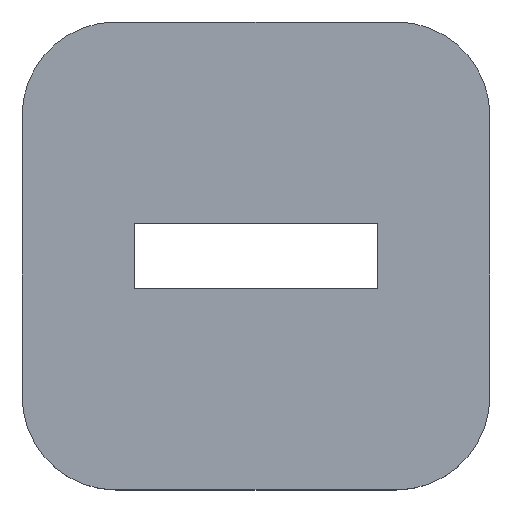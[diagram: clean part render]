
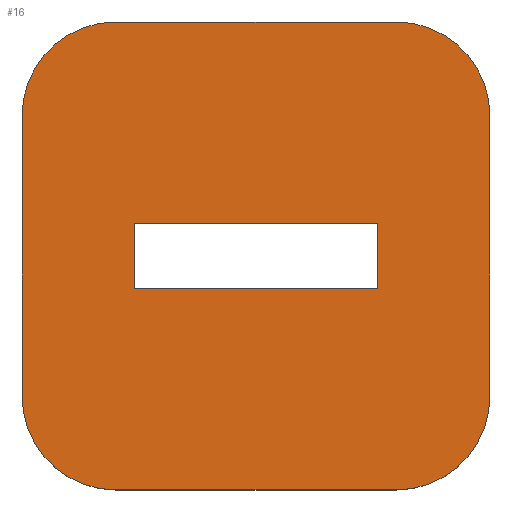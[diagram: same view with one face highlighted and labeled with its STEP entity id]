
A CAD part, top view. The second image highlights one B-rep face of the part: STEP entity #16.
In plain terms, the highlighted planar face has unit normal (0, 0, 1).
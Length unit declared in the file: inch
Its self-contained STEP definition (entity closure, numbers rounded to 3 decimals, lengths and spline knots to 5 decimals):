
#4 = CIRCLE ( 'NONE', #112, 0.2 ) ;
#5 = EDGE_CURVE ( 'NONE', #403, #451, #362, .T. ) ;
#8 = CARTESIAN_POINT ( 'NONE',  ( -5.16177, -0.5, 0. ) ) ;
#11 = CARTESIAN_POINT ( 'NONE',  ( -4.40177, -0.07, 0. ) ) ;
#13 = ORIENTED_EDGE ( 'NONE', *, *, #361, .T. ) ;
#14 = DIRECTION ( 'NONE',  ( 0., 0., 1. ) ) ;
#15 = VERTEX_POINT ( 'NONE', #242 ) ;
#16 = ADVANCED_FACE ( 'NONE', ( #162, #22 ), #58, .F. ) ;
#21 = EDGE_CURVE ( 'NONE', #336, #30, #169, .T. ) ;
#22 = FACE_OUTER_BOUND ( 'NONE', #460, .T. ) ;
#26 = VECTOR ( 'NONE', #223, 39.37008 ) ;
#30 = VERTEX_POINT ( 'NONE', #461 ) ;
#32 = EDGE_CURVE ( 'NONE', #30, #190, #236, .T. ) ;
#34 = DIRECTION ( 'NONE',  ( 1., 0., 0. ) ) ;
#42 = VERTEX_POINT ( 'NONE', #345 ) ;
#43 = CARTESIAN_POINT ( 'NONE',  ( -4.16177, -0.5, 0. ) ) ;
#49 = CARTESIAN_POINT ( 'NONE',  ( -4.96177, 0.3, 0. ) ) ;
#51 = ORIENTED_EDGE ( 'NONE', *, *, #391, .T. ) ;
#53 = ORIENTED_EDGE ( 'NONE', *, *, #327, .T. ) ;
#57 = AXIS2_PLACEMENT_3D ( 'NONE', #274, #201, #96 ) ;
#58 = PLANE ( 'NONE',  #401 ) ;
#62 = ORIENTED_EDGE ( 'NONE', *, *, #282, .F. ) ;
#67 = ORIENTED_EDGE ( 'NONE', *, *, #21, .F. ) ;
#77 = DIRECTION ( 'NONE',  ( -1., 0., 0. ) ) ;
#80 = LINE ( 'NONE', #43, #328 ) ;
#83 = VERTEX_POINT ( 'NONE', #388 ) ;
#87 = LINE ( 'NONE', #268, #381 ) ;
#93 = ORIENTED_EDGE ( 'NONE', *, *, #143, .F. ) ;
#96 = DIRECTION ( 'NONE',  ( -1., 0., 0. ) ) ;
#98 = DIRECTION ( 'NONE',  ( -1., 0., 0. ) ) ;
#106 = CARTESIAN_POINT ( 'NONE',  ( -4.92177, 0.07, 0. ) ) ;
#108 = LINE ( 'NONE', #393, #277 ) ;
#109 = AXIS2_PLACEMENT_3D ( 'NONE', #119, #231, #115 ) ;
#112 = AXIS2_PLACEMENT_3D ( 'NONE', #339, #365, #156 ) ;
#114 = CARTESIAN_POINT ( 'NONE',  ( -4.16177, 0.3, 0. ) ) ;
#115 = DIRECTION ( 'NONE',  ( -1., 0., 0. ) ) ;
#117 = DIRECTION ( 'NONE',  ( 1., 0., 0. ) ) ;
#119 = CARTESIAN_POINT ( 'NONE',  ( -4.96177, -0.3, 0. ) ) ;
#137 = CARTESIAN_POINT ( 'NONE',  ( -4.96177, 0.5, 0. ) ) ;
#140 = DIRECTION ( 'NONE',  ( 0., -1., 0. ) ) ;
#143 = EDGE_CURVE ( 'NONE', #190, #42, #469, .T. ) ;
#148 = DIRECTION ( 'NONE',  ( 0., 1., 0. ) ) ;
#149 = VERTEX_POINT ( 'NONE', #137 ) ;
#153 = ORIENTED_EDGE ( 'NONE', *, *, #367, .T. ) ;
#156 = DIRECTION ( 'NONE',  ( -1., 0., 0. ) ) ;
#162 = FACE_BOUND ( 'NONE', #208, .T. ) ;
#169 = LINE ( 'NONE', #198, #173 ) ;
#173 = VECTOR ( 'NONE', #349, 39.37008 ) ;
#182 = VERTEX_POINT ( 'NONE', #392 ) ;
#184 = DIRECTION ( 'NONE',  ( 0., 1., 0. ) ) ;
#185 = VERTEX_POINT ( 'NONE', #114 ) ;
#190 = VERTEX_POINT ( 'NONE', #325 ) ;
#198 = CARTESIAN_POINT ( 'NONE',  ( -4.40177, -0.07, 0. ) ) ;
#199 = VECTOR ( 'NONE', #148, 39.37008 ) ;
#201 = DIRECTION ( 'NONE',  ( 0., 0., 1. ) ) ;
#203 = DIRECTION ( 'NONE',  ( -1., 0., 0. ) ) ;
#204 = ORIENTED_EDGE ( 'NONE', *, *, #5, .T. ) ;
#207 = ORIENTED_EDGE ( 'NONE', *, *, #32, .F. ) ;
#208 = EDGE_LOOP ( 'NONE', ( #207, #67, #62, #93 ) ) ;
#220 = CIRCLE ( 'NONE', #285, 0.2 ) ;
#222 = EDGE_CURVE ( 'NONE', #149, #398, #108, .T. ) ;
#223 = DIRECTION ( 'NONE',  ( 1., 0., 0. ) ) ;
#225 = CARTESIAN_POINT ( 'NONE',  ( -4.36177, 0.5, 0. ) ) ;
#231 = DIRECTION ( 'NONE',  ( 0., 0., 1. ) ) ;
#236 = LINE ( 'NONE', #283, #467 ) ;
#242 = CARTESIAN_POINT ( 'NONE',  ( -4.96177, -0.5, 0. ) ) ;
#263 = LINE ( 'NONE', #372, #26 ) ;
#268 = CARTESIAN_POINT ( 'NONE',  ( -4.92177, -0.07, 0. ) ) ;
#273 = EDGE_CURVE ( 'NONE', #15, #403, #263, .T. ) ;
#274 = CARTESIAN_POINT ( 'NONE',  ( -4.36177, -0.3, 0. ) ) ;
#277 = VECTOR ( 'NONE', #34, 39.37008 ) ;
#282 = EDGE_CURVE ( 'NONE', #42, #336, #87, .T. ) ;
#283 = CARTESIAN_POINT ( 'NONE',  ( -4.40177, 0.07, 0. ) ) ;
#285 = AXIS2_PLACEMENT_3D ( 'NONE', #49, #14, #77 ) ;
#304 = VECTOR ( 'NONE', #140, 39.37008 ) ;
#314 = DIRECTION ( 'NONE',  ( 0., 0., -1. ) ) ;
#325 = CARTESIAN_POINT ( 'NONE',  ( -4.92177, 0.07, 0. ) ) ;
#327 = EDGE_CURVE ( 'NONE', #83, #15, #449, .T. ) ;
#328 = VECTOR ( 'NONE', #184, 39.37008 ) ;
#331 = LINE ( 'NONE', #8, #199 ) ;
#332 = ORIENTED_EDGE ( 'NONE', *, *, #396, .F. ) ;
#336 = VERTEX_POINT ( 'NONE', #11 ) ;
#339 = CARTESIAN_POINT ( 'NONE',  ( -4.36177, 0.3, 0. ) ) ;
#345 = CARTESIAN_POINT ( 'NONE',  ( -4.92177, -0.07, 0. ) ) ;
#349 = DIRECTION ( 'NONE',  ( 0., 1., 0. ) ) ;
#351 = CARTESIAN_POINT ( 'NONE',  ( -4.16177, -0.3, 0. ) ) ;
#361 = EDGE_CURVE ( 'NONE', #149, #182, #220, .T. ) ;
#362 = CIRCLE ( 'NONE', #57, 0.2 ) ;
#365 = DIRECTION ( 'NONE',  ( 0., 0., 1. ) ) ;
#367 = EDGE_CURVE ( 'NONE', #185, #398, #4, .T. ) ;
#368 = CARTESIAN_POINT ( 'NONE',  ( -4.36177, -0.5, 0. ) ) ;
#369 = ORIENTED_EDGE ( 'NONE', *, *, #222, .F. ) ;
#372 = CARTESIAN_POINT ( 'NONE',  ( -5.16177, -0.5, 0. ) ) ;
#381 = VECTOR ( 'NONE', #117, 39.37008 ) ;
#382 = ORIENTED_EDGE ( 'NONE', *, *, #273, .T. ) ;
#385 = CARTESIAN_POINT ( 'NONE',  ( 0., 0., 0. ) ) ;
#388 = CARTESIAN_POINT ( 'NONE',  ( -5.16177, -0.3, 0. ) ) ;
#391 = EDGE_CURVE ( 'NONE', #451, #185, #80, .T. ) ;
#392 = CARTESIAN_POINT ( 'NONE',  ( -5.16177, 0.3, 0. ) ) ;
#393 = CARTESIAN_POINT ( 'NONE',  ( -5.16177, 0.5, 0. ) ) ;
#396 = EDGE_CURVE ( 'NONE', #83, #182, #331, .T. ) ;
#398 = VERTEX_POINT ( 'NONE', #225 ) ;
#401 = AXIS2_PLACEMENT_3D ( 'NONE', #385, #314, #203 ) ;
#403 = VERTEX_POINT ( 'NONE', #368 ) ;
#449 = CIRCLE ( 'NONE', #109, 0.2 ) ;
#451 = VERTEX_POINT ( 'NONE', #351 ) ;
#460 = EDGE_LOOP ( 'NONE', ( #332, #53, #382, #204, #51, #153, #369, #13 ) ) ;
#461 = CARTESIAN_POINT ( 'NONE',  ( -4.40177, 0.07, 0. ) ) ;
#467 = VECTOR ( 'NONE', #98, 39.37008 ) ;
#469 = LINE ( 'NONE', #106, #304 ) ;
